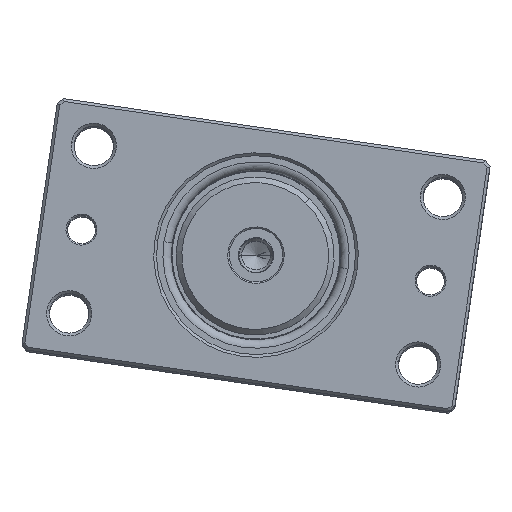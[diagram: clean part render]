
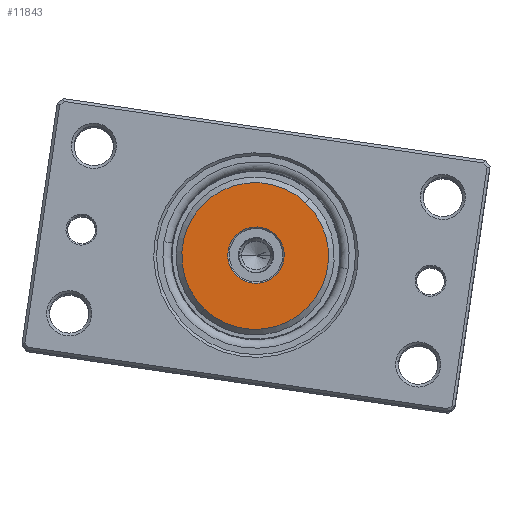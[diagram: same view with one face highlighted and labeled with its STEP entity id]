
A CAD part, top view. The second image highlights one B-rep face of the part: STEP entity #11843.
In plain terms, the highlighted face is planar.
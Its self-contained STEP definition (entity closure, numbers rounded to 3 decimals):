
#667 = AXIS2_PLACEMENT_3D ( 'NONE', #7123, #43881, #12391 ) ;
#2263 = AXIS2_PLACEMENT_3D ( 'NONE', #34875, #3380, #40125 ) ;
#3380 = DIRECTION ( 'NONE',  ( 0., -1., 0. ) ) ;
#4131 = DIRECTION ( 'NONE',  ( 0., 1., 0. ) ) ;
#5320 = VERTEX_POINT ( 'NONE', #6456 ) ;
#6456 = CARTESIAN_POINT ( 'NONE',  ( 0., 50., 26.424 ) ) ;
#7123 = CARTESIAN_POINT ( 'NONE',  ( 0., 50., 0. ) ) ;
#7626 = CIRCLE ( 'NONE', #2263, 10. ) ;
#8683 = CIRCLE ( 'NONE', #60681, 26. ) ;
#9773 = FACE_BOUND ( 'NONE', #64972, .T. ) ;
#10194 = VERTEX_POINT ( 'NONE', #54953 ) ;
#11843 = ADVANCED_FACE ( 'NONE', ( #9773, #64093 ), #32140, .T. ) ;
#12391 = DIRECTION ( 'NONE',  ( 0., 0., 1. ) ) ;
#12705 = DIRECTION ( 'NONE',  ( 0., 1., 0. ) ) ;
#14406 = ORIENTED_EDGE ( 'NONE', *, *, #30578, .T. ) ;
#17596 = ORIENTED_EDGE ( 'NONE', *, *, #23589, .T. ) ;
#23589 = EDGE_CURVE ( 'NONE', #10194, #64527, #67509, .T. ) ;
#27443 = AXIS2_PLACEMENT_3D ( 'NONE', #58803, #64117, #32600 ) ;
#30578 = EDGE_CURVE ( 'NONE', #64527, #10194, #7626, .T. ) ;
#31599 = ORIENTED_EDGE ( 'NONE', *, *, #60824, .T. ) ;
#32140 = PLANE ( 'NONE',  #27443 ) ;
#32600 = DIRECTION ( 'NONE',  ( 0., 0., 1. ) ) ;
#34636 = CIRCLE ( 'NONE', #51614, 26. ) ;
#34875 = CARTESIAN_POINT ( 'NONE',  ( 0., 50., 0. ) ) ;
#35620 = CARTESIAN_POINT ( 'NONE',  ( 0., 50., 0.424 ) ) ;
#40125 = DIRECTION ( 'NONE',  ( 0., 0., 1. ) ) ;
#40875 = DIRECTION ( 'NONE',  ( 0., 0., 1. ) ) ;
#42392 = ORIENTED_EDGE ( 'NONE', *, *, #66262, .T. ) ;
#43079 = EDGE_LOOP ( 'NONE', ( #42392, #31599 ) ) ;
#43881 = DIRECTION ( 'NONE',  ( 0., -1., 0. ) ) ;
#44171 = CARTESIAN_POINT ( 'NONE',  ( 0., 50., 0.424 ) ) ;
#49489 = DIRECTION ( 'NONE',  ( 0., 0., 1. ) ) ;
#51614 = AXIS2_PLACEMENT_3D ( 'NONE', #44171, #12705, #49489 ) ;
#54310 = CARTESIAN_POINT ( 'NONE',  ( 0., 50., -10. ) ) ;
#54953 = CARTESIAN_POINT ( 'NONE',  ( 0., 50., 10. ) ) ;
#58803 = CARTESIAN_POINT ( 'NONE',  ( 0., 50., 0.424 ) ) ;
#60349 = VERTEX_POINT ( 'NONE', #60464 ) ;
#60464 = CARTESIAN_POINT ( 'NONE',  ( 0., 50., -25.576 ) ) ;
#60681 = AXIS2_PLACEMENT_3D ( 'NONE', #35620, #4131, #40875 ) ;
#60824 = EDGE_CURVE ( 'NONE', #5320, #60349, #34636, .T. ) ;
#64093 = FACE_OUTER_BOUND ( 'NONE', #43079, .T. ) ;
#64117 = DIRECTION ( 'NONE',  ( 0., 1., 0. ) ) ;
#64527 = VERTEX_POINT ( 'NONE', #54310 ) ;
#64972 = EDGE_LOOP ( 'NONE', ( #17596, #14406 ) ) ;
#66262 = EDGE_CURVE ( 'NONE', #60349, #5320, #8683, .T. ) ;
#67509 = CIRCLE ( 'NONE', #667, 10. ) ;
